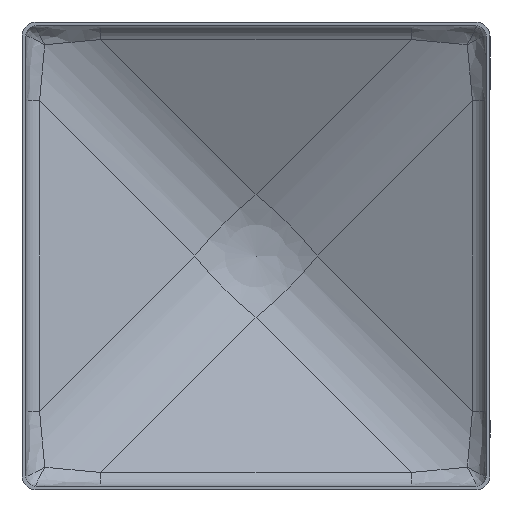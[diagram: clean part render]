
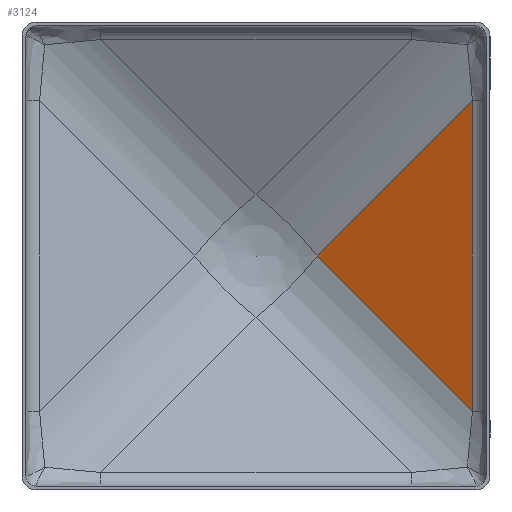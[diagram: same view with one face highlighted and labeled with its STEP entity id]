
A CAD part, front view. The second image highlights one B-rep face of the part: STEP entity #3124.
In plain terms, the highlighted planar face has unit normal (-0.439, -0.898, 0).
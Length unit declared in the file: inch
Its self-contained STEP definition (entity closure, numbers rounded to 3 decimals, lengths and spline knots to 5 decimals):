
#173 = VECTOR ( 'NONE', #448, 39.37008 ) ;
#448 = DIRECTION ( 'NONE',  ( 0., 0., -1. ) ) ;
#480 = LINE ( 'NONE', #3568, #173 ) ;
#494 = CARTESIAN_POINT ( 'NONE',  ( -2.73175, 5.19548, 4.8717 ) ) ;
#889 = CARTESIAN_POINT ( 'NONE',  ( 1.79846, 2.98224, -0.34149 ) ) ;
#1076 = DIRECTION ( 'NONE',  ( -0.439, -0.899, 0. ) ) ;
#1150 = EDGE_CURVE ( 'NONE', #2127, #2051, #480, .T. ) ;
#1306 = CARTESIAN_POINT ( 'NONE',  ( 7.57159, 0.16178, 5.43164 ) ) ;
#1316 = VERTEX_POINT ( 'NONE', #2410 ) ;
#1321 = VECTOR ( 'NONE', #2351, 39.37008 ) ;
#1436 = FACE_OUTER_BOUND ( 'NONE', #3293, .T. ) ;
#1652 = LINE ( 'NONE', #494, #1321 ) ;
#1888 = DIRECTION ( 'NONE',  ( 0.668, -0.327, 0.668 ) ) ;
#1905 = LINE ( 'NONE', #889, #3640 ) ;
#2051 = VERTEX_POINT ( 'NONE', #2251 ) ;
#2127 = VERTEX_POINT ( 'NONE', #1306 ) ;
#2251 = CARTESIAN_POINT ( 'NONE',  ( 7.57159, 0.16178, -5.43164 ) ) ;
#2351 = DIRECTION ( 'NONE',  ( -0.668, 0.327, 0.668 ) ) ;
#2372 = AXIS2_PLACEMENT_3D ( 'NONE', #3026, #1076, #2437 ) ;
#2410 = CARTESIAN_POINT ( 'NONE',  ( 2.13995, 2.81541, 0. ) ) ;
#2437 = DIRECTION ( 'NONE',  ( 0.899, -0.439, 0. ) ) ;
#3011 = PLANE ( 'NONE',  #2372 ) ;
#3026 = CARTESIAN_POINT ( 'NONE',  ( -0.05487, 3.88769, 8.1875 ) ) ;
#3036 = EDGE_CURVE ( 'NONE', #2051, #1316, #1652, .T. ) ;
#3124 = ADVANCED_FACE ( 'NONE', ( #1436 ), #3011, .T. ) ;
#3134 = EDGE_CURVE ( 'NONE', #1316, #2127, #1905, .T. ) ;
#3293 = EDGE_LOOP ( 'NONE', ( #3536, #3478, #3475 ) ) ;
#3475 = ORIENTED_EDGE ( 'NONE', *, *, #1150, .F. ) ;
#3478 = ORIENTED_EDGE ( 'NONE', *, *, #3036, .F. ) ;
#3536 = ORIENTED_EDGE ( 'NONE', *, *, #3134, .F. ) ;
#3568 = CARTESIAN_POINT ( 'NONE',  ( 7.57159, 0.16178, 8.1875 ) ) ;
#3640 = VECTOR ( 'NONE', #1888, 39.37008 ) ;
